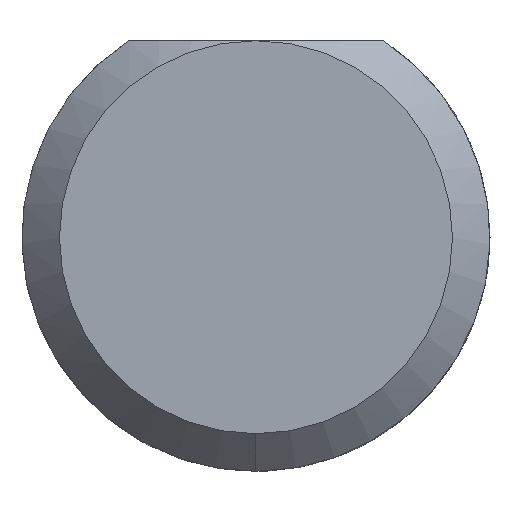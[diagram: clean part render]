
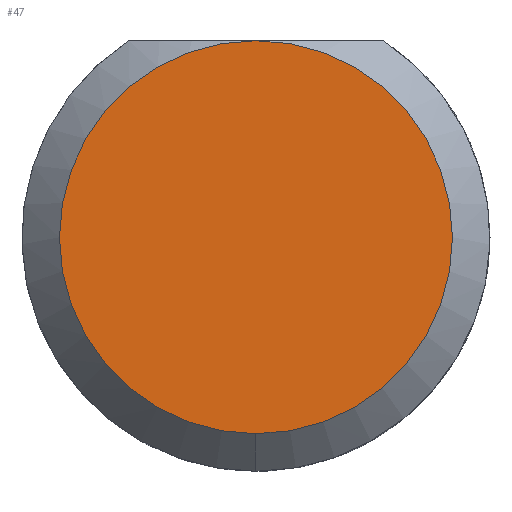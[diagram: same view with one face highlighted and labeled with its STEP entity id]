
A CAD part, left-side view. The second image highlights one B-rep face of the part: STEP entity #47.
In plain terms, the highlighted planar face has unit normal (-1, 0, 0).
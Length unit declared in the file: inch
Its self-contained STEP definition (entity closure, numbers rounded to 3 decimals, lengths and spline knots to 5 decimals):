
#25 = DIRECTION ( 'NONE',  ( -1., 0., 0. ) ) ;
#47 = ADVANCED_FACE ( 'NONE', ( #260 ), #132, .F. ) ;
#51 = DIRECTION ( 'NONE',  ( 1., 0., 0. ) ) ;
#81 = VERTEX_POINT ( 'NONE', #294 ) ;
#88 = EDGE_CURVE ( 'NONE', #318, #81, #99, .T. ) ;
#99 = CIRCLE ( 'NONE', #410, 0.05235 ) ;
#123 = EDGE_LOOP ( 'NONE', ( #708, #382 ) ) ;
#132 = PLANE ( 'NONE',  #170 ) ;
#170 = AXIS2_PLACEMENT_3D ( 'NONE', #679, #51, #554 ) ;
#260 = FACE_OUTER_BOUND ( 'NONE', #123, .T. ) ;
#294 = CARTESIAN_POINT ( 'NONE',  ( 0., 0., 0.05235 ) ) ;
#318 = VERTEX_POINT ( 'NONE', #733 ) ;
#353 = DIRECTION ( 'NONE',  ( 0., 0., -1. ) ) ;
#379 = CARTESIAN_POINT ( 'NONE',  ( 0., 0., 0. ) ) ;
#382 = ORIENTED_EDGE ( 'NONE', *, *, #88, .T. ) ;
#410 = AXIS2_PLACEMENT_3D ( 'NONE', #847, #25, #353 ) ;
#486 = CIRCLE ( 'NONE', #715, 0.05235 ) ;
#535 = DIRECTION ( 'NONE',  ( -1., 0., 0. ) ) ;
#554 = DIRECTION ( 'NONE',  ( 0., 0., -1. ) ) ;
#631 = EDGE_CURVE ( 'NONE', #81, #318, #486, .T. ) ;
#679 = CARTESIAN_POINT ( 'NONE',  ( 0., 0., 0. ) ) ;
#708 = ORIENTED_EDGE ( 'NONE', *, *, #631, .T. ) ;
#715 = AXIS2_PLACEMENT_3D ( 'NONE', #379, #535, #736 ) ;
#733 = CARTESIAN_POINT ( 'NONE',  ( 0., 0., -0.05235 ) ) ;
#736 = DIRECTION ( 'NONE',  ( 0., 0., -1. ) ) ;
#847 = CARTESIAN_POINT ( 'NONE',  ( 0., 0., 0. ) ) ;
